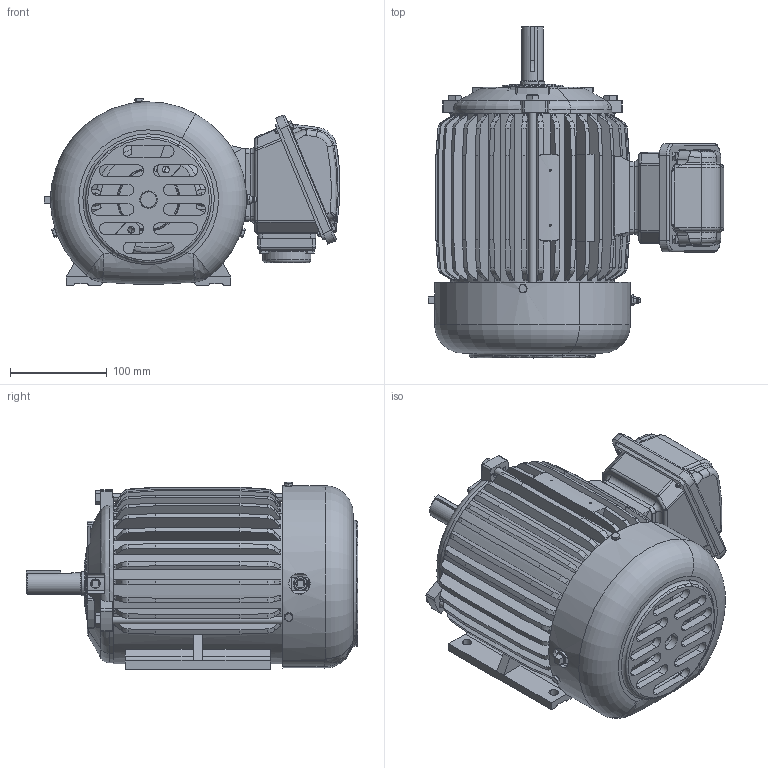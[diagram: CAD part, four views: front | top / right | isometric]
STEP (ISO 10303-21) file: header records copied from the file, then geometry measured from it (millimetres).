
FILE_DESCRIPTION(('CATIA V5 STEP Exchange'),'2;1');
FILE_NAME('AEHH8R#145T_AllCATPart.stp','2012-09-04T10:32:15+00:00',('none'),('none'),'CATIA Version 5 Release 19 SP 9 (IN-10)','CATIA V5 STEP AP203','none');
FILE_SCHEMA(('CONFIG_CONTROL_DESIGN'));
Length unit declared in the file: millimetre
Products named in the file (1): AEHH8R#145T_AllCATPart
Bounding box: 305.88 x 343.3 x 193.8 mm (x, y, z)
Volume: 2170847.9 mm3; surface area: 838516.4 mm2
Topology: 36 solids, 36 shells, 2086 faces, 5491 edges, 3545 vertices
Faces by surface type: plane 739, cylinder 714, torus 311, cone 232, bspline 64, sphere 26
Entity records: 66785 total; most frequent: CARTESIAN_POINT 20995, ORIENTED_EDGE 10934, DIRECTION 6708, EDGE_CURVE 5467, VERTEX_POINT 3545, AXIS2_PLACEMENT_3D 3349, EDGE_LOOP 2346, ADVANCED_FACE 2086
